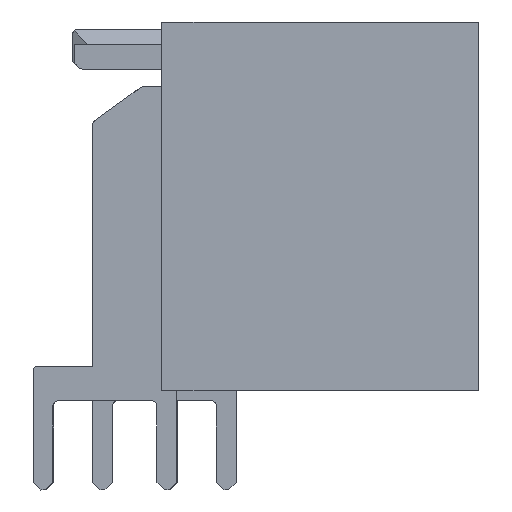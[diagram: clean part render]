
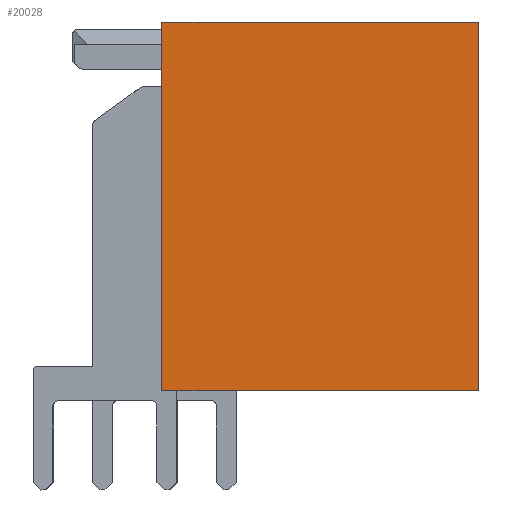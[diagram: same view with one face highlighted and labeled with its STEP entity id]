
A CAD part, left-side view. The second image highlights one B-rep face of the part: STEP entity #20028.
In plain terms, the highlighted face is planar.
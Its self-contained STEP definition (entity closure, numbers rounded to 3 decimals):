
#2299=ORIENTED_EDGE('',*,*,#5826,.F.);
#2300=ORIENTED_EDGE('',*,*,#5959,.F.);
#2301=ORIENTED_EDGE('',*,*,#5835,.F.);
#2302=ORIENTED_EDGE('',*,*,#5818,.F.);
#5818=EDGE_CURVE('',#7706,#7707,#9377,.T.);
#5826=EDGE_CURVE('',#7712,#7706,#9385,.T.);
#5835=EDGE_CURVE('',#7707,#7717,#9394,.T.);
#5959=EDGE_CURVE('',#7717,#7712,#9518,.T.);
#7706=VERTEX_POINT('',#27481);
#7707=VERTEX_POINT('',#27483);
#7712=VERTEX_POINT('',#27497);
#7717=VERTEX_POINT('',#27518);
#9377=LINE('',#27482,#11430);
#9385=LINE('',#27498,#11438);
#9394=LINE('',#27517,#11447);
#9518=LINE('',#27733,#11571);
#11430=VECTOR('',#23179,1000.);
#11438=VECTOR('',#23191,1000.);
#11447=VECTOR('',#23212,1000.);
#11571=VECTOR('',#23458,1000.);
#12736=EDGE_LOOP('',(#2299,#2300,#2301,#2302));
#13505=FACE_BOUND('',#12736,.T.);
#14244=PLANE('',#20813);
#20028=ADVANCED_FACE('',(#13505),#14244,.F.);
#20813=AXIS2_PLACEMENT_3D('',#27732,#23456,#23457);
#23179=DIRECTION('',(0.,0.,1.));
#23191=DIRECTION('',(-1.,0.,0.));
#23212=DIRECTION('',(1.,0.,0.));
#23456=DIRECTION('',(0.,1.,0.));
#23457=DIRECTION('',(1.,0.,0.));
#23458=DIRECTION('',(0.,0.,-1.));
#27481=CARTESIAN_POINT('',(-4.604,0.,-9.247));
#27482=CARTESIAN_POINT('',(-4.604,0.,-9.247));
#27483=CARTESIAN_POINT('',(-4.604,0.001,5.653));
#27497=CARTESIAN_POINT('',(8.196,-0.002,-9.247));
#27498=CARTESIAN_POINT('',(8.196,-0.002,-9.247));
#27517=CARTESIAN_POINT('',(-4.604,0.001,5.653));
#27518=CARTESIAN_POINT('',(8.196,0.,5.653));
#27732=CARTESIAN_POINT('',(1.796,0.,-1.797));
#27733=CARTESIAN_POINT('',(8.196,0.,5.653));
